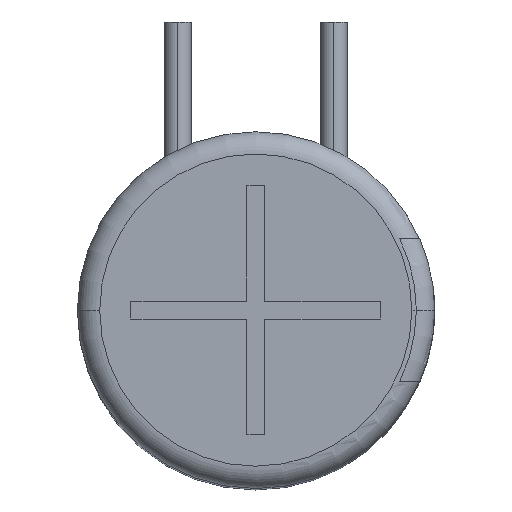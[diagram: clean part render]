
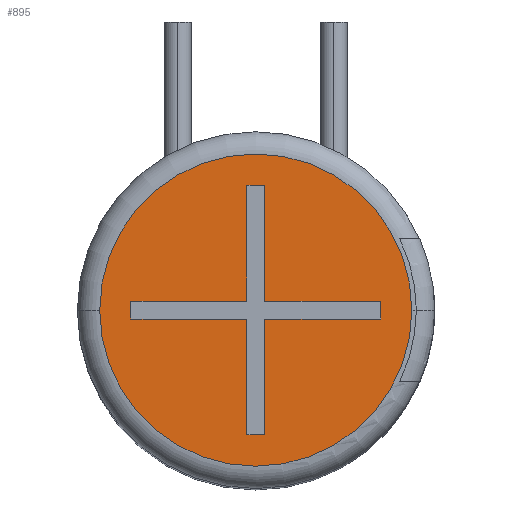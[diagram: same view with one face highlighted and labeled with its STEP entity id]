
A CAD part, top view. The second image highlights one B-rep face of the part: STEP entity #895.
In plain terms, the highlighted planar face has unit normal (0, 0, 1).
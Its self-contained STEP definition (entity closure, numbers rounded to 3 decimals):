
#31 = EDGE_CURVE ( 'NONE', #2974, #1240, #4229, .T. ) ;
#101 = EDGE_CURVE ( 'NONE', #2239, #697, #3767, .T. ) ;
#135 = VERTEX_POINT ( 'NONE', #2477 ) ;
#340 = CARTESIAN_POINT ( 'NONE',  ( -2.8, -0.2, 20. ) ) ;
#348 = VERTEX_POINT ( 'NONE', #4784 ) ;
#398 = EDGE_CURVE ( 'NONE', #348, #1574, #4498, .T. ) ;
#527 = CARTESIAN_POINT ( 'NONE',  ( 0., -2.8, 20. ) ) ;
#625 = DIRECTION ( 'NONE',  ( 0., 1., 0. ) ) ;
#693 = VECTOR ( 'NONE', #4909, 1000. ) ;
#697 = VERTEX_POINT ( 'NONE', #2384 ) ;
#702 = CARTESIAN_POINT ( 'NONE',  ( 0.2, 0., 20. ) ) ;
#753 = DIRECTION ( 'NONE',  ( 0., 1., 0. ) ) ;
#796 = VECTOR ( 'NONE', #4821, 1000. ) ;
#800 = CARTESIAN_POINT ( 'NONE',  ( -0.2, -2.8, 20. ) ) ;
#830 = ORIENTED_EDGE ( 'NONE', *, *, #5075, .F. ) ;
#854 = VECTOR ( 'NONE', #2120, 1000. ) ;
#895 = ADVANCED_FACE ( 'NONE', ( #3116, #3035 ), #4219, .F. ) ;
#936 = VERTEX_POINT ( 'NONE', #3009 ) ;
#1147 = CARTESIAN_POINT ( 'NONE',  ( -0.2, 0., 20. ) ) ;
#1179 = DIRECTION ( 'NONE',  ( 1., 0., 0. ) ) ;
#1201 = VECTOR ( 'NONE', #4828, 1000. ) ;
#1240 = VERTEX_POINT ( 'NONE', #3629 ) ;
#1253 = CARTESIAN_POINT ( 'NONE',  ( -0.2, 0.2, 20. ) ) ;
#1289 = AXIS2_PLACEMENT_3D ( 'NONE', #4195, #3861, #753 ) ;
#1326 = CARTESIAN_POINT ( 'NONE',  ( 0.2, 0., 20. ) ) ;
#1369 = ORIENTED_EDGE ( 'NONE', *, *, #3956, .F. ) ;
#1395 = CARTESIAN_POINT ( 'NONE',  ( 2.8, 0., 20. ) ) ;
#1416 = CARTESIAN_POINT ( 'NONE',  ( -0.2, 2.8, 20. ) ) ;
#1422 = ORIENTED_EDGE ( 'NONE', *, *, #4467, .F. ) ;
#1427 = DIRECTION ( 'NONE',  ( 0., 1., 0. ) ) ;
#1493 = LINE ( 'NONE', #3842, #1758 ) ;
#1574 = VERTEX_POINT ( 'NONE', #4318 ) ;
#1658 = EDGE_CURVE ( 'NONE', #135, #2974, #3955, .T. ) ;
#1673 = VECTOR ( 'NONE', #1427, 1000. ) ;
#1690 = LINE ( 'NONE', #3265, #796 ) ;
#1732 = CARTESIAN_POINT ( 'NONE',  ( 0.2, 0.2, 20. ) ) ;
#1758 = VECTOR ( 'NONE', #4900, 1000. ) ;
#1784 = AXIS2_PLACEMENT_3D ( 'NONE', #4746, #2394, #1179 ) ;
#1816 = EDGE_CURVE ( 'NONE', #4605, #2290, #2201, .T. ) ;
#1850 = DIRECTION ( 'NONE',  ( 1., 0., 0. ) ) ;
#1863 = EDGE_CURVE ( 'NONE', #4954, #135, #2724, .T. ) ;
#1968 = CARTESIAN_POINT ( 'NONE',  ( 0., 0.2, 20. ) ) ;
#2088 = CARTESIAN_POINT ( 'NONE',  ( 0., -0.2, 20. ) ) ;
#2120 = DIRECTION ( 'NONE',  ( 1., 0., 0. ) ) ;
#2132 = ORIENTED_EDGE ( 'NONE', *, *, #398, .F. ) ;
#2176 = ORIENTED_EDGE ( 'NONE', *, *, #1816, .F. ) ;
#2186 = ORIENTED_EDGE ( 'NONE', *, *, #3631, .F. ) ;
#2201 = LINE ( 'NONE', #527, #854 ) ;
#2239 = VERTEX_POINT ( 'NONE', #1732 ) ;
#2290 = VERTEX_POINT ( 'NONE', #3057 ) ;
#2384 = CARTESIAN_POINT ( 'NONE',  ( 0.2, 2.8, 20. ) ) ;
#2391 = DIRECTION ( 'NONE',  ( 1., 0., 0. ) ) ;
#2392 = ORIENTED_EDGE ( 'NONE', *, *, #101, .F. ) ;
#2394 = DIRECTION ( 'NONE',  ( 0., 0., -1. ) ) ;
#2399 = ORIENTED_EDGE ( 'NONE', *, *, #4679, .F. ) ;
#2476 = CARTESIAN_POINT ( 'NONE',  ( 0., 0., 20. ) ) ;
#2477 = CARTESIAN_POINT ( 'NONE',  ( -2.8, 0.2, 20. ) ) ;
#2646 = VECTOR ( 'NONE', #1850, 1000. ) ;
#2678 = CIRCLE ( 'NONE', #1784, 3.5 ) ;
#2679 = VECTOR ( 'NONE', #3948, 1000. ) ;
#2688 = ORIENTED_EDGE ( 'NONE', *, *, #5082, .F. ) ;
#2724 = LINE ( 'NONE', #1968, #4385 ) ;
#2849 = CARTESIAN_POINT ( 'NONE',  ( -2.8, 0., 20. ) ) ;
#2881 = DIRECTION ( 'NONE',  ( 0., 0., -1. ) ) ;
#2947 = CARTESIAN_POINT ( 'NONE',  ( -0.2, 0., 20. ) ) ;
#2974 = VERTEX_POINT ( 'NONE', #340 ) ;
#3009 = CARTESIAN_POINT ( 'NONE',  ( 2.8, 0.2, 20. ) ) ;
#3035 = FACE_BOUND ( 'NONE', #3481, .T. ) ;
#3057 = CARTESIAN_POINT ( 'NONE',  ( 0.2, -2.8, 20. ) ) ;
#3116 = FACE_OUTER_BOUND ( 'NONE', #3293, .T. ) ;
#3184 = VERTEX_POINT ( 'NONE', #1416 ) ;
#3265 = CARTESIAN_POINT ( 'NONE',  ( 0., 0.2, 20. ) ) ;
#3293 = EDGE_LOOP ( 'NONE', ( #3325, #2132 ) ) ;
#3318 = LINE ( 'NONE', #2088, #1201 ) ;
#3325 = ORIENTED_EDGE ( 'NONE', *, *, #4602, .F. ) ;
#3449 = DIRECTION ( 'NONE',  ( -1., 0., 0. ) ) ;
#3481 = EDGE_LOOP ( 'NONE', ( #830, #2176, #2399, #4344, #3759, #4608, #2186, #2688, #2392, #1369, #4691, #1422 ) ) ;
#3596 = DIRECTION ( 'NONE',  ( 0., -1., 0. ) ) ;
#3629 = CARTESIAN_POINT ( 'NONE',  ( -0.2, -0.2, 20. ) ) ;
#3630 = VERTEX_POINT ( 'NONE', #4742 ) ;
#3631 = EDGE_CURVE ( 'NONE', #3184, #4954, #3897, .T. ) ;
#3759 = ORIENTED_EDGE ( 'NONE', *, *, #1658, .F. ) ;
#3767 = LINE ( 'NONE', #1326, #3877 ) ;
#3842 = CARTESIAN_POINT ( 'NONE',  ( 0., 2.8, 20. ) ) ;
#3857 = EDGE_CURVE ( 'NONE', #3630, #936, #4556, .T. ) ;
#3861 = DIRECTION ( 'NONE',  ( 0., 0., -1. ) ) ;
#3877 = VECTOR ( 'NONE', #625, 1000. ) ;
#3882 = VERTEX_POINT ( 'NONE', #4767 ) ;
#3897 = LINE ( 'NONE', #1147, #2679 ) ;
#3948 = DIRECTION ( 'NONE',  ( 0., -1., 0. ) ) ;
#3955 = LINE ( 'NONE', #2849, #4217 ) ;
#3956 = EDGE_CURVE ( 'NONE', #936, #2239, #1690, .T. ) ;
#4182 = CARTESIAN_POINT ( 'NONE',  ( 0., -0.2, 20. ) ) ;
#4195 = CARTESIAN_POINT ( 'NONE',  ( 0., 0., 20. ) ) ;
#4217 = VECTOR ( 'NONE', #3596, 1000. ) ;
#4219 = PLANE ( 'NONE',  #1289 ) ;
#4229 = LINE ( 'NONE', #4182, #2646 ) ;
#4318 = CARTESIAN_POINT ( 'NONE',  ( 3.5, 0., 20. ) ) ;
#4344 = ORIENTED_EDGE ( 'NONE', *, *, #31, .F. ) ;
#4385 = VECTOR ( 'NONE', #3449, 1000. ) ;
#4412 = LINE ( 'NONE', #2947, #693 ) ;
#4467 = EDGE_CURVE ( 'NONE', #3882, #3630, #3318, .T. ) ;
#4498 = CIRCLE ( 'NONE', #5083, 3.5 ) ;
#4523 = DIRECTION ( 'NONE',  ( 0., 1., 0. ) ) ;
#4556 = LINE ( 'NONE', #1395, #5059 ) ;
#4602 = EDGE_CURVE ( 'NONE', #1574, #348, #2678, .T. ) ;
#4605 = VERTEX_POINT ( 'NONE', #800 ) ;
#4608 = ORIENTED_EDGE ( 'NONE', *, *, #1863, .F. ) ;
#4679 = EDGE_CURVE ( 'NONE', #1240, #4605, #4412, .T. ) ;
#4691 = ORIENTED_EDGE ( 'NONE', *, *, #3857, .F. ) ;
#4742 = CARTESIAN_POINT ( 'NONE',  ( 2.8, -0.2, 20. ) ) ;
#4746 = CARTESIAN_POINT ( 'NONE',  ( 0., 0., 20. ) ) ;
#4767 = CARTESIAN_POINT ( 'NONE',  ( 0.2, -0.2, 20. ) ) ;
#4784 = CARTESIAN_POINT ( 'NONE',  ( -3.5, 0., 20. ) ) ;
#4821 = DIRECTION ( 'NONE',  ( -1., 0., 0. ) ) ;
#4828 = DIRECTION ( 'NONE',  ( 1., 0., 0. ) ) ;
#4900 = DIRECTION ( 'NONE',  ( -1., 0., 0. ) ) ;
#4909 = DIRECTION ( 'NONE',  ( 0., -1., 0. ) ) ;
#4943 = LINE ( 'NONE', #702, #1673 ) ;
#4954 = VERTEX_POINT ( 'NONE', #1253 ) ;
#5059 = VECTOR ( 'NONE', #4523, 1000. ) ;
#5075 = EDGE_CURVE ( 'NONE', #2290, #3882, #4943, .T. ) ;
#5082 = EDGE_CURVE ( 'NONE', #697, #3184, #1493, .T. ) ;
#5083 = AXIS2_PLACEMENT_3D ( 'NONE', #2476, #2881, #2391 ) ;
